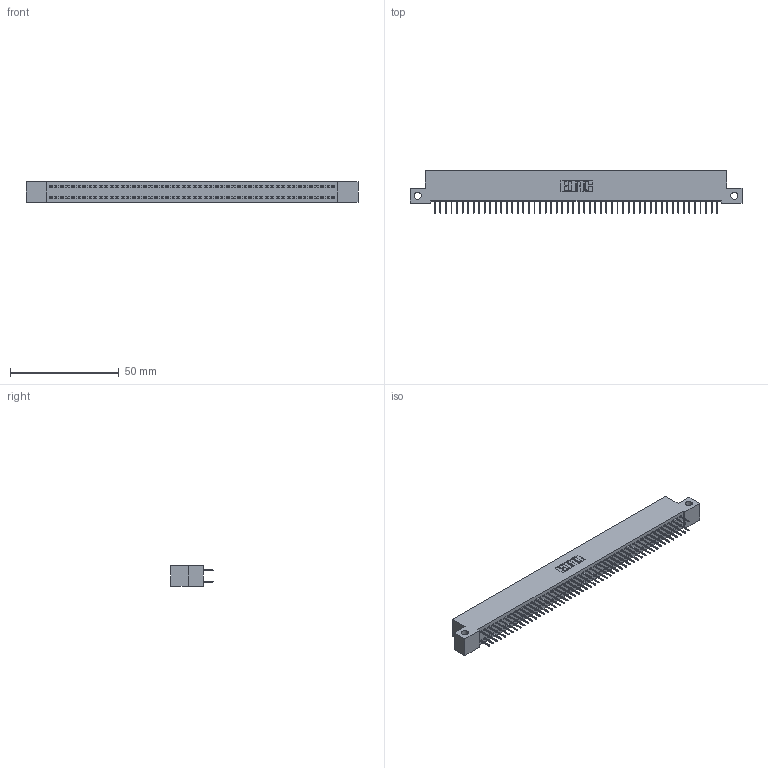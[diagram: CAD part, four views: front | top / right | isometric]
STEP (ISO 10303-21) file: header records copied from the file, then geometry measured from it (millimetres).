
FILE_DESCRIPTION (( 'STEP AP203' ), '1' );
FILE_NAME ('342-104-524-212.STEP', '2018-08-14T06:05:14', ( '' ), ( '' ), 'SwSTEP 2.0', 'SolidWorks 2016', '' );
FILE_SCHEMA (( 'CONFIG_CONTROL_DESIGN' ));
Length unit declared in the file: inch
Products named in the file (3): 342 Part_Side Mount; 345-292-001_345-293-124; 342-104-524-212
Assembly tree (105 placements, depth 2):
  342-104-524-212
    342 Part_Side Mount
    345-292-001_345-293-124  x104
Bounding box: 152.4 x 19.69 x 9.4 mm (x, y, z)
Volume: 13509.1 mm3; surface area: 21666.7 mm2
Topology: 105 solids, 105 shells, 5934 faces, 16835 edges, 10806 vertices
Faces by surface type: plane 4434, cylinder 1500
Entity records: 32105 total; most frequent: CARTESIAN_POINT 5306, ORIENTED_EDGE 5242, DIRECTION 4517, EDGE_CURVE 2621, LINE 2497, VECTOR 2497, VERTEX_POINT 1742, AXIS2_PLACEMENT_3D 1010
